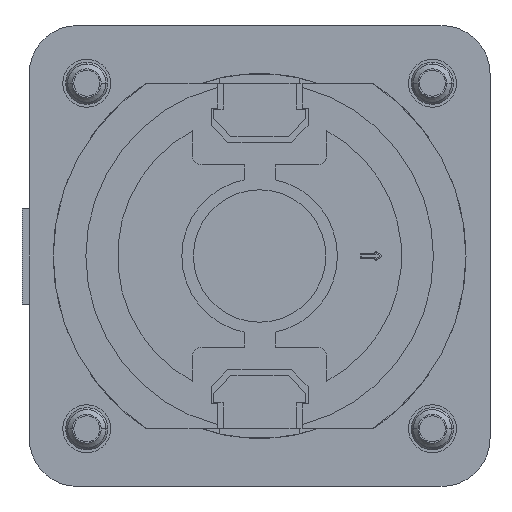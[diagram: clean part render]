
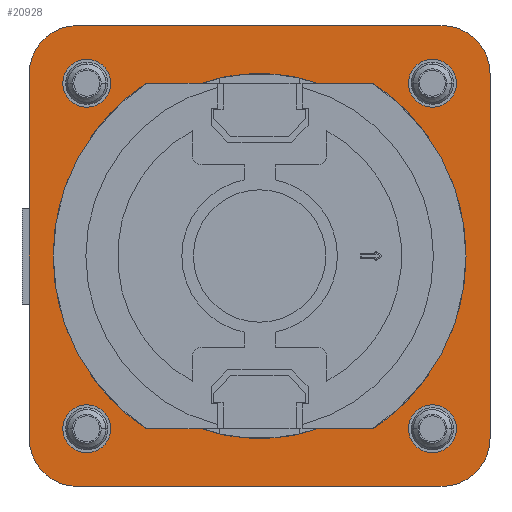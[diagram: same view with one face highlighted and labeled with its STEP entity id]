
A CAD part, front view. The second image highlights one B-rep face of the part: STEP entity #20928.
In plain terms, the highlighted face is planar.
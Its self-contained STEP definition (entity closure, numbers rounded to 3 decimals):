
#20179=CARTESIAN_POINT('',(-19.,19.,0.));
#20180=DIRECTION('',(0.,0.,1.));
#20181=DIRECTION('',(0.,1.,0.));
#20182=AXIS2_PLACEMENT_3D('',#20179,#20180,#20181);
#20184=DIRECTION('',(0.,-1.,0.));
#20185=VECTOR('',#20184,38.);
#20186=CARTESIAN_POINT('',(-24.,19.,0.));
#20187=LINE('',#20186,#20185);
#20188=CARTESIAN_POINT('',(-19.,-19.,0.));
#20189=DIRECTION('',(0.,0.,1.));
#20190=DIRECTION('',(-1.,0.,0.));
#20191=AXIS2_PLACEMENT_3D('',#20188,#20189,#20190);
#20193=DIRECTION('',(1.,0.,0.));
#20194=VECTOR('',#20193,38.);
#20195=CARTESIAN_POINT('',(-19.,-24.,0.));
#20196=LINE('',#20195,#20194);
#20197=CARTESIAN_POINT('',(19.,-19.,0.));
#20198=DIRECTION('',(0.,0.,1.));
#20199=DIRECTION('',(0.,-1.,0.));
#20200=AXIS2_PLACEMENT_3D('',#20197,#20198,#20199);
#20202=DIRECTION('',(0.,1.,0.));
#20203=VECTOR('',#20202,38.);
#20204=CARTESIAN_POINT('',(24.,-19.,0.));
#20205=LINE('',#20204,#20203);
#20206=CARTESIAN_POINT('',(19.,19.,0.));
#20207=DIRECTION('',(0.,0.,1.));
#20208=DIRECTION('',(1.,0.,0.));
#20209=AXIS2_PLACEMENT_3D('',#20206,#20207,#20208);
#20211=DIRECTION('',(-1.,0.,0.));
#20212=VECTOR('',#20211,38.);
#20213=CARTESIAN_POINT('',(19.,24.,0.));
#20214=LINE('',#20213,#20212);
#20215=CARTESIAN_POINT('',(0.,0.,0.));
#20216=DIRECTION('',(0.,0.,-1.));
#20217=DIRECTION('',(-1.,0.,0.));
#20218=AXIS2_PLACEMENT_3D('',#20215,#20216,#20217);
#20220=CARTESIAN_POINT('',(0.,0.,0.));
#20221=DIRECTION('',(0.,0.,-1.));
#20222=DIRECTION('',(1.,0.,0.));
#20223=AXIS2_PLACEMENT_3D('',#20220,#20221,#20222);
#20225=CARTESIAN_POINT('',(-18.,18.,0.));
#20226=DIRECTION('',(0.,0.,-1.));
#20227=DIRECTION('',(-1.,0.,0.));
#20228=AXIS2_PLACEMENT_3D('',#20225,#20226,#20227);
#20230=CARTESIAN_POINT('',(-18.,18.,0.));
#20231=DIRECTION('',(0.,0.,-1.));
#20232=DIRECTION('',(1.,0.,0.));
#20233=AXIS2_PLACEMENT_3D('',#20230,#20231,#20232);
#20235=CARTESIAN_POINT('',(18.,18.,0.));
#20236=DIRECTION('',(0.,0.,-1.));
#20237=DIRECTION('',(-1.,0.,0.));
#20238=AXIS2_PLACEMENT_3D('',#20235,#20236,#20237);
#20240=CARTESIAN_POINT('',(18.,18.,0.));
#20241=DIRECTION('',(0.,0.,-1.));
#20242=DIRECTION('',(1.,0.,0.));
#20243=AXIS2_PLACEMENT_3D('',#20240,#20241,#20242);
#20245=CARTESIAN_POINT('',(-18.,-18.,0.));
#20246=DIRECTION('',(0.,0.,-1.));
#20247=DIRECTION('',(-1.,0.,0.));
#20248=AXIS2_PLACEMENT_3D('',#20245,#20246,#20247);
#20250=CARTESIAN_POINT('',(-18.,-18.,0.));
#20251=DIRECTION('',(0.,0.,-1.));
#20252=DIRECTION('',(1.,0.,0.));
#20253=AXIS2_PLACEMENT_3D('',#20250,#20251,#20252);
#20255=CARTESIAN_POINT('',(18.,-18.,0.));
#20256=DIRECTION('',(0.,0.,-1.));
#20257=DIRECTION('',(-1.,0.,0.));
#20258=AXIS2_PLACEMENT_3D('',#20255,#20256,#20257);
#20260=CARTESIAN_POINT('',(18.,-18.,0.));
#20261=DIRECTION('',(0.,0.,-1.));
#20262=DIRECTION('',(1.,0.,0.));
#20263=AXIS2_PLACEMENT_3D('',#20260,#20261,#20262);
#20265=CARTESIAN_POINT('',(0.,15.5,0.));
#20266=DIRECTION('',(0.,0.,-1.));
#20267=DIRECTION('',(-1.,0.,0.));
#20268=AXIS2_PLACEMENT_3D('',#20265,#20266,#20267);
#20270=CARTESIAN_POINT('',(0.,15.5,0.));
#20271=DIRECTION('',(0.,0.,-1.));
#20272=DIRECTION('',(1.,0.,0.));
#20273=AXIS2_PLACEMENT_3D('',#20270,#20271,#20272);
#20275=CARTESIAN_POINT('',(0.,11.5,0.));
#20276=DIRECTION('',(0.,0.,-1.));
#20277=DIRECTION('',(-1.,0.,0.));
#20278=AXIS2_PLACEMENT_3D('',#20275,#20276,#20277);
#20280=CARTESIAN_POINT('',(0.,11.5,0.));
#20281=DIRECTION('',(0.,0.,-1.));
#20282=DIRECTION('',(1.,0.,0.));
#20283=AXIS2_PLACEMENT_3D('',#20280,#20281,#20282);
#20285=CARTESIAN_POINT('',(0.,-15.5,0.));
#20286=DIRECTION('',(0.,0.,-1.));
#20287=DIRECTION('',(-1.,0.,0.));
#20288=AXIS2_PLACEMENT_3D('',#20285,#20286,#20287);
#20290=CARTESIAN_POINT('',(0.,-15.5,0.));
#20291=DIRECTION('',(0.,0.,-1.));
#20292=DIRECTION('',(1.,0.,0.));
#20293=AXIS2_PLACEMENT_3D('',#20290,#20291,#20292);
#20295=CARTESIAN_POINT('',(0.,-11.5,0.));
#20296=DIRECTION('',(0.,0.,-1.));
#20297=DIRECTION('',(-1.,0.,0.));
#20298=AXIS2_PLACEMENT_3D('',#20295,#20296,#20297);
#20300=CARTESIAN_POINT('',(0.,-11.5,0.));
#20301=DIRECTION('',(0.,0.,-1.));
#20302=DIRECTION('',(1.,0.,0.));
#20303=AXIS2_PLACEMENT_3D('',#20300,#20301,#20302);
#20691=CARTESIAN_POINT('',(-19.,24.,0.));
#20692=CARTESIAN_POINT('',(-24.,19.,0.));
#20693=VERTEX_POINT('',#20691);
#20694=VERTEX_POINT('',#20692);
#20695=CARTESIAN_POINT('',(-24.,-19.,0.));
#20696=VERTEX_POINT('',#20695);
#20697=CARTESIAN_POINT('',(-19.,-24.,0.));
#20698=VERTEX_POINT('',#20697);
#20699=CARTESIAN_POINT('',(19.,-24.,0.));
#20700=VERTEX_POINT('',#20699);
#20701=CARTESIAN_POINT('',(24.,-19.,0.));
#20702=VERTEX_POINT('',#20701);
#20703=CARTESIAN_POINT('',(24.,19.,0.));
#20704=VERTEX_POINT('',#20703);
#20705=CARTESIAN_POINT('',(19.,24.,0.));
#20706=VERTEX_POINT('',#20705);
#20707=CARTESIAN_POINT('',(-7.5,0.,0.));
#20708=CARTESIAN_POINT('',(7.5,0.,0.));
#20709=VERTEX_POINT('',#20707);
#20710=VERTEX_POINT('',#20708);
#20711=CARTESIAN_POINT('',(-20.5,18.,0.));
#20712=CARTESIAN_POINT('',(-15.5,18.,0.));
#20713=VERTEX_POINT('',#20711);
#20714=VERTEX_POINT('',#20712);
#20715=CARTESIAN_POINT('',(15.5,18.,0.));
#20716=CARTESIAN_POINT('',(20.5,18.,0.));
#20717=VERTEX_POINT('',#20715);
#20718=VERTEX_POINT('',#20716);
#20719=CARTESIAN_POINT('',(-20.5,-18.,0.));
#20720=CARTESIAN_POINT('',(-15.5,-18.,0.));
#20721=VERTEX_POINT('',#20719);
#20722=VERTEX_POINT('',#20720);
#20723=CARTESIAN_POINT('',(15.5,-18.,0.));
#20724=CARTESIAN_POINT('',(20.5,-18.,0.));
#20725=VERTEX_POINT('',#20723);
#20726=VERTEX_POINT('',#20724);
#20727=CARTESIAN_POINT('',(-1.7,15.5,0.));
#20728=CARTESIAN_POINT('',(1.7,15.5,0.));
#20729=VERTEX_POINT('',#20727);
#20730=VERTEX_POINT('',#20728);
#20731=CARTESIAN_POINT('',(-1.25,11.5,0.));
#20732=CARTESIAN_POINT('',(1.25,11.5,0.));
#20733=VERTEX_POINT('',#20731);
#20734=VERTEX_POINT('',#20732);
#20735=CARTESIAN_POINT('',(-1.7,-15.5,0.));
#20736=CARTESIAN_POINT('',(1.7,-15.5,0.));
#20737=VERTEX_POINT('',#20735);
#20738=VERTEX_POINT('',#20736);
#20739=CARTESIAN_POINT('',(-1.25,-11.5,0.));
#20740=CARTESIAN_POINT('',(1.25,-11.5,0.));
#20741=VERTEX_POINT('',#20739);
#20742=VERTEX_POINT('',#20740);
#20851=CARTESIAN_POINT('',(0.,0.,0.));
#20852=DIRECTION('',(0.,0.,1.));
#20853=DIRECTION('',(1.,0.,0.));
#20854=AXIS2_PLACEMENT_3D('',#20851,#20852,#20853);
#20855=PLANE('',#20854);
#20857=ORIENTED_EDGE('',*,*,#20856,.T.);
#20859=ORIENTED_EDGE('',*,*,#20858,.T.);
#20861=ORIENTED_EDGE('',*,*,#20860,.T.);
#20863=ORIENTED_EDGE('',*,*,#20862,.T.);
#20865=ORIENTED_EDGE('',*,*,#20864,.T.);
#20867=ORIENTED_EDGE('',*,*,#20866,.T.);
#20869=ORIENTED_EDGE('',*,*,#20868,.T.);
#20871=ORIENTED_EDGE('',*,*,#20870,.T.);
#20872=EDGE_LOOP('',(#20857,#20859,#20861,#20863,#20865,#20867,#20869,#20871));
#20873=FACE_OUTER_BOUND('',#20872,.F.);
#20875=ORIENTED_EDGE('',*,*,#20874,.T.);
#20877=ORIENTED_EDGE('',*,*,#20876,.T.);
#20878=EDGE_LOOP('',(#20875,#20877));
#20879=FACE_BOUND('',#20878,.F.);
#20881=ORIENTED_EDGE('',*,*,#20880,.T.);
#20883=ORIENTED_EDGE('',*,*,#20882,.T.);
#20884=EDGE_LOOP('',(#20881,#20883));
#20885=FACE_BOUND('',#20884,.F.);
#20887=ORIENTED_EDGE('',*,*,#20886,.T.);
#20889=ORIENTED_EDGE('',*,*,#20888,.T.);
#20890=EDGE_LOOP('',(#20887,#20889));
#20891=FACE_BOUND('',#20890,.F.);
#20893=ORIENTED_EDGE('',*,*,#20892,.T.);
#20895=ORIENTED_EDGE('',*,*,#20894,.T.);
#20896=EDGE_LOOP('',(#20893,#20895));
#20897=FACE_BOUND('',#20896,.F.);
#20899=ORIENTED_EDGE('',*,*,#20898,.T.);
#20901=ORIENTED_EDGE('',*,*,#20900,.T.);
#20902=EDGE_LOOP('',(#20899,#20901));
#20903=FACE_BOUND('',#20902,.F.);
#20905=ORIENTED_EDGE('',*,*,#20904,.T.);
#20907=ORIENTED_EDGE('',*,*,#20906,.T.);
#20908=EDGE_LOOP('',(#20905,#20907));
#20909=FACE_BOUND('',#20908,.F.);
#20911=ORIENTED_EDGE('',*,*,#20910,.T.);
#20913=ORIENTED_EDGE('',*,*,#20912,.T.);
#20914=EDGE_LOOP('',(#20911,#20913));
#20915=FACE_BOUND('',#20914,.F.);
#20917=ORIENTED_EDGE('',*,*,#20916,.T.);
#20919=ORIENTED_EDGE('',*,*,#20918,.T.);
#20920=EDGE_LOOP('',(#20917,#20919));
#20921=FACE_BOUND('',#20920,.F.);
#20923=ORIENTED_EDGE('',*,*,#20922,.T.);
#20925=ORIENTED_EDGE('',*,*,#20924,.T.);
#20926=EDGE_LOOP('',(#20923,#20925));
#20927=FACE_BOUND('',#20926,.F.);
#20928=ADVANCED_FACE('',(#20873,#20879,#20885,#20891,#20897,#20903,#20909,
#20915,#20921,#20927),#20855,.F.);
#20183=CIRCLE('',#20182,5.);
#20192=CIRCLE('',#20191,5.);
#20201=CIRCLE('',#20200,5.);
#20210=CIRCLE('',#20209,5.);
#20219=CIRCLE('',#20218,7.5);
#20224=CIRCLE('',#20223,7.5);
#20229=CIRCLE('',#20228,2.5);
#20234=CIRCLE('',#20233,2.5);
#20239=CIRCLE('',#20238,2.5);
#20244=CIRCLE('',#20243,2.5);
#20249=CIRCLE('',#20248,2.5);
#20254=CIRCLE('',#20253,2.5);
#20259=CIRCLE('',#20258,2.5);
#20264=CIRCLE('',#20263,2.5);
#20269=CIRCLE('',#20268,1.7);
#20274=CIRCLE('',#20273,1.7);
#20279=CIRCLE('',#20278,1.25);
#20284=CIRCLE('',#20283,1.25);
#20289=CIRCLE('',#20288,1.7);
#20294=CIRCLE('',#20293,1.7);
#20299=CIRCLE('',#20298,1.25);
#20304=CIRCLE('',#20303,1.25);
#20856=EDGE_CURVE('',#20693,#20694,#20183,.T.);
#20858=EDGE_CURVE('',#20694,#20696,#20187,.T.);
#20860=EDGE_CURVE('',#20696,#20698,#20192,.T.);
#20862=EDGE_CURVE('',#20698,#20700,#20196,.T.);
#20864=EDGE_CURVE('',#20700,#20702,#20201,.T.);
#20866=EDGE_CURVE('',#20702,#20704,#20205,.T.);
#20868=EDGE_CURVE('',#20704,#20706,#20210,.T.);
#20870=EDGE_CURVE('',#20706,#20693,#20214,.T.);
#20874=EDGE_CURVE('',#20709,#20710,#20219,.T.);
#20876=EDGE_CURVE('',#20710,#20709,#20224,.T.);
#20880=EDGE_CURVE('',#20713,#20714,#20229,.T.);
#20882=EDGE_CURVE('',#20714,#20713,#20234,.T.);
#20886=EDGE_CURVE('',#20717,#20718,#20239,.T.);
#20888=EDGE_CURVE('',#20718,#20717,#20244,.T.);
#20892=EDGE_CURVE('',#20721,#20722,#20249,.T.);
#20894=EDGE_CURVE('',#20722,#20721,#20254,.T.);
#20898=EDGE_CURVE('',#20725,#20726,#20259,.T.);
#20900=EDGE_CURVE('',#20726,#20725,#20264,.T.);
#20904=EDGE_CURVE('',#20729,#20730,#20269,.T.);
#20906=EDGE_CURVE('',#20730,#20729,#20274,.T.);
#20910=EDGE_CURVE('',#20733,#20734,#20279,.T.);
#20912=EDGE_CURVE('',#20734,#20733,#20284,.T.);
#20916=EDGE_CURVE('',#20737,#20738,#20289,.T.);
#20918=EDGE_CURVE('',#20738,#20737,#20294,.T.);
#20922=EDGE_CURVE('',#20741,#20742,#20299,.T.);
#20924=EDGE_CURVE('',#20742,#20741,#20304,.T.);
